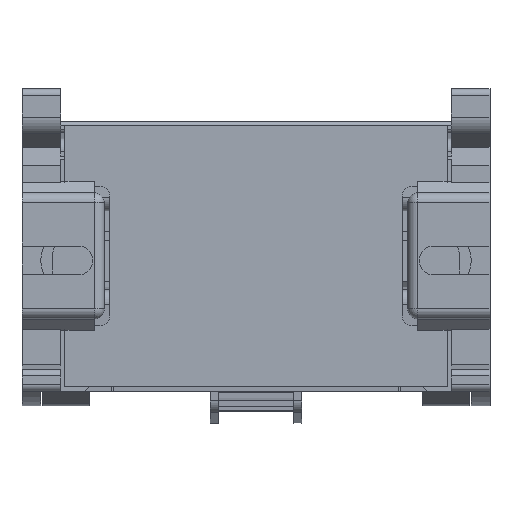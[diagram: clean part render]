
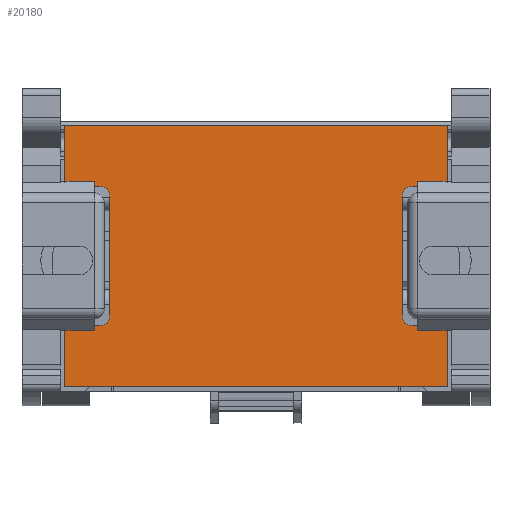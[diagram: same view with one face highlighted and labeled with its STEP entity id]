
A CAD part, front view. The second image highlights one B-rep face of the part: STEP entity #20180.
In plain terms, the highlighted face is planar.
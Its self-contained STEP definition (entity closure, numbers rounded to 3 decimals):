
#748 = EDGE_CURVE ( 'NONE', #33507, #22384, #4515, .T. ) ;
#882 = VERTEX_POINT ( 'NONE', #1955 ) ;
#987 = CIRCLE ( 'NONE', #21042, 1.5 ) ;
#1214 = CARTESIAN_POINT ( 'NONE',  ( -28.55, -10.4, 0. ) ) ;
#1301 = LINE ( 'NONE', #3674, #10244 ) ;
#1542 = AXIS2_PLACEMENT_3D ( 'NONE', #4503, #9778, #17232 ) ;
#1596 = CARTESIAN_POINT ( 'NONE',  ( -23.3, -10.4, 0. ) ) ;
#1892 = CARTESIAN_POINT ( 'NONE',  ( 28.55, -10.4, 0. ) ) ;
#1955 = CARTESIAN_POINT ( 'NONE',  ( -21.8, -8.9, 0. ) ) ;
#2069 = VECTOR ( 'NONE', #2176, 1000. ) ;
#2176 = DIRECTION ( 'NONE',  ( 0., -1., 0. ) ) ;
#3442 = ORIENTED_EDGE ( 'NONE', *, *, #27300, .F. ) ;
#3587 = DIRECTION ( 'NONE',  ( 1., 0., 0. ) ) ;
#3629 = EDGE_CURVE ( 'NONE', #882, #25530, #9139, .T. ) ;
#3674 = CARTESIAN_POINT ( 'NONE',  ( -28.55, -19.5, 0. ) ) ;
#3930 = CARTESIAN_POINT ( 'NONE',  ( -21.8, 8.9, 0. ) ) ;
#4173 = DIRECTION ( 'NONE',  ( 0., 1., 0. ) ) ;
#4275 = CARTESIAN_POINT ( 'NONE',  ( 28.55, -10.4, 0. ) ) ;
#4289 = DIRECTION ( 'NONE',  ( 0., 0., -1. ) ) ;
#4378 = CIRCLE ( 'NONE', #29278, 1.5 ) ;
#4503 = CARTESIAN_POINT ( 'NONE',  ( -23.3, -8.9, 0. ) ) ;
#4515 = LINE ( 'NONE', #32654, #8028 ) ;
#4571 = ORIENTED_EDGE ( 'NONE', *, *, #3629, .F. ) ;
#4740 = EDGE_CURVE ( 'NONE', #18230, #20575, #1301, .T. ) ;
#4981 = DIRECTION ( 'NONE',  ( 0., 0., -1. ) ) ;
#5036 = AXIS2_PLACEMENT_3D ( 'NONE', #14693, #24866, #22484 ) ;
#5539 = ORIENTED_EDGE ( 'NONE', *, *, #19325, .F. ) ;
#5618 = VERTEX_POINT ( 'NONE', #3930 ) ;
#6457 = VERTEX_POINT ( 'NONE', #32616 ) ;
#6644 = LINE ( 'NONE', #1214, #20488 ) ;
#6942 = CARTESIAN_POINT ( 'NONE',  ( 28.55, 19.5, 0. ) ) ;
#7222 = LINE ( 'NONE', #15353, #8869 ) ;
#7607 = DIRECTION ( 'NONE',  ( 1., 0., 0. ) ) ;
#7682 = VECTOR ( 'NONE', #3587, 1000. ) ;
#8028 = VECTOR ( 'NONE', #27725, 1000. ) ;
#8214 = VERTEX_POINT ( 'NONE', #17972 ) ;
#8360 = DIRECTION ( 'NONE',  ( -1., 0., 0. ) ) ;
#8869 = VECTOR ( 'NONE', #20272, 1000. ) ;
#8893 = DIRECTION ( 'NONE',  ( 1., 0., 0. ) ) ;
#9139 = CIRCLE ( 'NONE', #1542, 1.5 ) ;
#9193 = DIRECTION ( 'NONE',  ( -1., 0., 0. ) ) ;
#9248 = VERTEX_POINT ( 'NONE', #18319 ) ;
#9427 = ORIENTED_EDGE ( 'NONE', *, *, #15764, .F. ) ;
#9778 = DIRECTION ( 'NONE',  ( 0., 0., -1. ) ) ;
#9890 = DIRECTION ( 'NONE',  ( -1., 0., 0. ) ) ;
#9913 = EDGE_CURVE ( 'NONE', #20575, #29260, #27381, .T. ) ;
#10244 = VECTOR ( 'NONE', #32483, 1000. ) ;
#10677 = ORIENTED_EDGE ( 'NONE', *, *, #4740, .F. ) ;
#10910 = CARTESIAN_POINT ( 'NONE',  ( 23.3, -8.9, 0. ) ) ;
#11106 = VERTEX_POINT ( 'NONE', #22429 ) ;
#11814 = ORIENTED_EDGE ( 'NONE', *, *, #24613, .F. ) ;
#12230 = ORIENTED_EDGE ( 'NONE', *, *, #27939, .F. ) ;
#12449 = CARTESIAN_POINT ( 'NONE',  ( 23.3, 8.9, 0. ) ) ;
#12591 = EDGE_CURVE ( 'NONE', #11106, #6457, #4378, .T. ) ;
#13446 = AXIS2_PLACEMENT_3D ( 'NONE', #29878, #4289, #8893 ) ;
#13489 = CARTESIAN_POINT ( 'NONE',  ( 23.3, 10.4, 0. ) ) ;
#13507 = DIRECTION ( 'NONE',  ( 0., 1., 0. ) ) ;
#13586 = CARTESIAN_POINT ( 'NONE',  ( -28.55, 19.5, 0. ) ) ;
#13980 = CIRCLE ( 'NONE', #13446, 1.5 ) ;
#14603 = CARTESIAN_POINT ( 'NONE',  ( -28.55, -19.5, 0. ) ) ;
#14693 = CARTESIAN_POINT ( 'NONE',  ( -23.3, 8.9, 0. ) ) ;
#14710 = ORIENTED_EDGE ( 'NONE', *, *, #18724, .F. ) ;
#15067 = LINE ( 'NONE', #21162, #15649 ) ;
#15353 = CARTESIAN_POINT ( 'NONE',  ( -28.55, -10.4, 0. ) ) ;
#15379 = CARTESIAN_POINT ( 'NONE',  ( 21.8, 8.9, 0. ) ) ;
#15649 = VECTOR ( 'NONE', #7607, 1000. ) ;
#15764 = EDGE_CURVE ( 'NONE', #30843, #5618, #13980, .T. ) ;
#16051 = LINE ( 'NONE', #15379, #25951 ) ;
#16184 = EDGE_CURVE ( 'NONE', #8214, #24207, #19341, .T. ) ;
#16492 = CARTESIAN_POINT ( 'NONE',  ( -28.55, 10.4, 0. ) ) ;
#16640 = CARTESIAN_POINT ( 'NONE',  ( 28.55, 19.5, 0. ) ) ;
#17232 = DIRECTION ( 'NONE',  ( 1., 0., 0. ) ) ;
#17569 = PLANE ( 'NONE',  #5036 ) ;
#17972 = CARTESIAN_POINT ( 'NONE',  ( 28.55, 10.4, 0. ) ) ;
#18111 = EDGE_CURVE ( 'NONE', #25530, #21377, #6644, .T. ) ;
#18230 = VERTEX_POINT ( 'NONE', #14603 ) ;
#18319 = CARTESIAN_POINT ( 'NONE',  ( 21.8, 8.9, 0. ) ) ;
#18724 = EDGE_CURVE ( 'NONE', #23132, #8214, #15067, .T. ) ;
#19192 = DIRECTION ( 'NONE',  ( 0., 0., -1. ) ) ;
#19325 = EDGE_CURVE ( 'NONE', #22384, #30843, #24774, .T. ) ;
#19341 = LINE ( 'NONE', #16640, #31235 ) ;
#19821 = LINE ( 'NONE', #22208, #2069 ) ;
#19936 = CARTESIAN_POINT ( 'NONE',  ( 28.55, -10.4, 0. ) ) ;
#20076 = DIRECTION ( 'NONE',  ( -1., 0., 0. ) ) ;
#20180 = ADVANCED_FACE ( 'NONE', ( #27724 ), #17569, .F. ) ;
#20272 = DIRECTION ( 'NONE',  ( 0., -1., 0. ) ) ;
#20488 = VECTOR ( 'NONE', #9193, 1000. ) ;
#20575 = VERTEX_POINT ( 'NONE', #32615 ) ;
#20884 = ORIENTED_EDGE ( 'NONE', *, *, #12591, .F. ) ;
#20911 = CARTESIAN_POINT ( 'NONE',  ( -28.55, 10.4, 0. ) ) ;
#21042 = AXIS2_PLACEMENT_3D ( 'NONE', #12449, #4981, #20076 ) ;
#21162 = CARTESIAN_POINT ( 'NONE',  ( 28.55, 10.4, 0. ) ) ;
#21291 = EDGE_CURVE ( 'NONE', #21377, #18230, #7222, .T. ) ;
#21377 = VERTEX_POINT ( 'NONE', #33357 ) ;
#22208 = CARTESIAN_POINT ( 'NONE',  ( -21.8, 8.9, 0. ) ) ;
#22384 = VERTEX_POINT ( 'NONE', #20911 ) ;
#22429 = CARTESIAN_POINT ( 'NONE',  ( 23.3, -10.4, 0. ) ) ;
#22484 = DIRECTION ( 'NONE',  ( 1., 0., 0. ) ) ;
#22752 = VECTOR ( 'NONE', #23933, 1000. ) ;
#22803 = ORIENTED_EDGE ( 'NONE', *, *, #16184, .F. ) ;
#23132 = VERTEX_POINT ( 'NONE', #13489 ) ;
#23585 = VECTOR ( 'NONE', #4173, 1000. ) ;
#23807 = VECTOR ( 'NONE', #9890, 1000. ) ;
#23933 = DIRECTION ( 'NONE',  ( -1., 0., 0. ) ) ;
#24182 = EDGE_CURVE ( 'NONE', #5618, #882, #19821, .T. ) ;
#24207 = VERTEX_POINT ( 'NONE', #6942 ) ;
#24613 = EDGE_CURVE ( 'NONE', #9248, #23132, #987, .T. ) ;
#24774 = LINE ( 'NONE', #16492, #7682 ) ;
#24866 = DIRECTION ( 'NONE',  ( 0., 0., 1. ) ) ;
#25530 = VERTEX_POINT ( 'NONE', #1596 ) ;
#25951 = VECTOR ( 'NONE', #13507, 1000. ) ;
#26046 = ORIENTED_EDGE ( 'NONE', *, *, #748, .F. ) ;
#26247 = ORIENTED_EDGE ( 'NONE', *, *, #28294, .F. ) ;
#26462 = LINE ( 'NONE', #13586, #22752 ) ;
#26716 = ORIENTED_EDGE ( 'NONE', *, *, #21291, .F. ) ;
#27300 = EDGE_CURVE ( 'NONE', #6457, #9248, #16051, .T. ) ;
#27381 = LINE ( 'NONE', #19936, #23585 ) ;
#27724 = FACE_OUTER_BOUND ( 'NONE', #30989, .T. ) ;
#27725 = DIRECTION ( 'NONE',  ( 0., -1., 0. ) ) ;
#27939 = EDGE_CURVE ( 'NONE', #29260, #11106, #33081, .T. ) ;
#28294 = EDGE_CURVE ( 'NONE', #24207, #33507, #26462, .T. ) ;
#28711 = CARTESIAN_POINT ( 'NONE',  ( -28.55, 19.5, 0. ) ) ;
#29254 = ORIENTED_EDGE ( 'NONE', *, *, #18111, .F. ) ;
#29260 = VERTEX_POINT ( 'NONE', #4275 ) ;
#29278 = AXIS2_PLACEMENT_3D ( 'NONE', #10910, #19192, #8360 ) ;
#29836 = DIRECTION ( 'NONE',  ( 0., 1., 0. ) ) ;
#29878 = CARTESIAN_POINT ( 'NONE',  ( -23.3, 8.9, 0. ) ) ;
#29915 = ORIENTED_EDGE ( 'NONE', *, *, #9913, .F. ) ;
#30041 = ORIENTED_EDGE ( 'NONE', *, *, #24182, .F. ) ;
#30843 = VERTEX_POINT ( 'NONE', #32093 ) ;
#30989 = EDGE_LOOP ( 'NONE', ( #26046, #26247, #22803, #14710, #11814, #3442, #20884, #12230, #29915, #10677, #26716, #29254, #4571, #30041, #9427, #5539 ) ) ;
#31235 = VECTOR ( 'NONE', #29836, 1000. ) ;
#32093 = CARTESIAN_POINT ( 'NONE',  ( -23.3, 10.4, 0. ) ) ;
#32483 = DIRECTION ( 'NONE',  ( 1., 0., 0. ) ) ;
#32615 = CARTESIAN_POINT ( 'NONE',  ( 28.55, -19.5, 0. ) ) ;
#32616 = CARTESIAN_POINT ( 'NONE',  ( 21.8, -8.9, 0. ) ) ;
#32654 = CARTESIAN_POINT ( 'NONE',  ( -28.55, 19.5, 0. ) ) ;
#33081 = LINE ( 'NONE', #1892, #23807 ) ;
#33357 = CARTESIAN_POINT ( 'NONE',  ( -28.55, -10.4, 0. ) ) ;
#33507 = VERTEX_POINT ( 'NONE', #28711 ) ;
